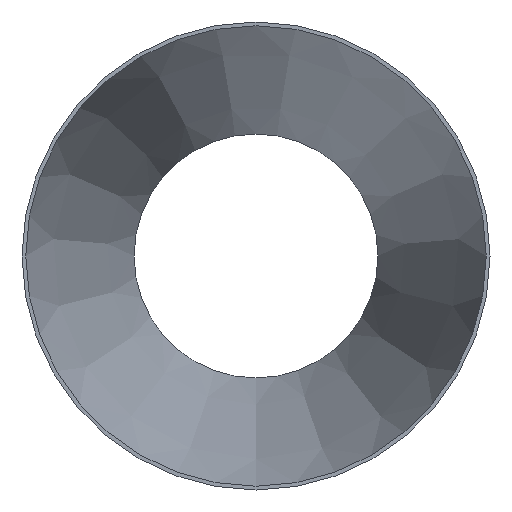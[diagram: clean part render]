
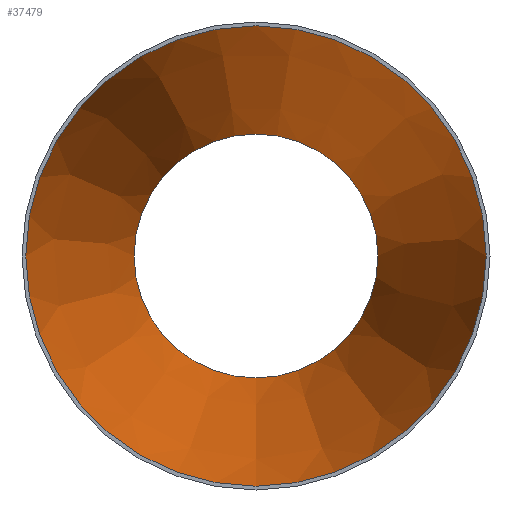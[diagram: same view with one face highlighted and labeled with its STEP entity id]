
A CAD part, front view. The second image highlights one B-rep face of the part: STEP entity #37479.
In plain terms, the highlighted conical face has half-angle 13.023 degrees and reference radius 249.894 mm.
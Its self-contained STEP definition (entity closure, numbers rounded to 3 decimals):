
#598 = CARTESIAN_POINT ( 'NONE',  ( 0., 0., -249.894 ) ) ;
#2828 = ORIENTED_EDGE ( 'NONE', *, *, #20962, .T. ) ;
#6902 = AXIS2_PLACEMENT_3D ( 'NONE', #20801, #37413, #10289 ) ;
#7999 = DIRECTION ( 'NONE',  ( 0., -1., 0. ) ) ;
#10223 = CARTESIAN_POINT ( 'NONE',  ( 0., 508., 0. ) ) ;
#10289 = DIRECTION ( 'NONE',  ( 0., 0., -1. ) ) ;
#12627 = CARTESIAN_POINT ( 'NONE',  ( 0., 508., -132.394 ) ) ;
#13352 = DIRECTION ( 'NONE',  ( 0., -1., 0. ) ) ;
#14919 = CARTESIAN_POINT ( 'NONE',  ( 0., 0., 0. ) ) ;
#20520 = DIRECTION ( 'NONE',  ( 0., 0., -1. ) ) ;
#20801 = CARTESIAN_POINT ( 'NONE',  ( 0., 0., 0. ) ) ;
#20962 = EDGE_CURVE ( 'NONE', #35359, #35359, #34070, .T. ) ;
#21813 = AXIS2_PLACEMENT_3D ( 'NONE', #14919, #7999, #28195 ) ;
#21883 = FACE_BOUND ( 'NONE', #29393, .T. ) ;
#25393 = AXIS2_PLACEMENT_3D ( 'NONE', #10223, #13352, #20520 ) ;
#25399 = CONICAL_SURFACE ( 'NONE', #21813, 249.894, 0.227 ) ;
#26197 = CIRCLE ( 'NONE', #25393, 132.394 ) ;
#28119 = ORIENTED_EDGE ( 'NONE', *, *, #42595, .F. ) ;
#28195 = DIRECTION ( 'NONE',  ( 0., 0., -1. ) ) ;
#29393 = EDGE_LOOP ( 'NONE', ( #28119 ) ) ;
#30752 = EDGE_LOOP ( 'NONE', ( #2828 ) ) ;
#33271 = VERTEX_POINT ( 'NONE', #12627 ) ;
#34070 = CIRCLE ( 'NONE', #6902, 249.894 ) ;
#35359 = VERTEX_POINT ( 'NONE', #598 ) ;
#35549 = FACE_OUTER_BOUND ( 'NONE', #30752, .T. ) ;
#37413 = DIRECTION ( 'NONE',  ( 0., -1., 0. ) ) ;
#37479 = ADVANCED_FACE ( 'NONE', ( #21883, #35549 ), #25399, .F. ) ;
#42595 = EDGE_CURVE ( 'NONE', #33271, #33271, #26197, .T. ) ;
